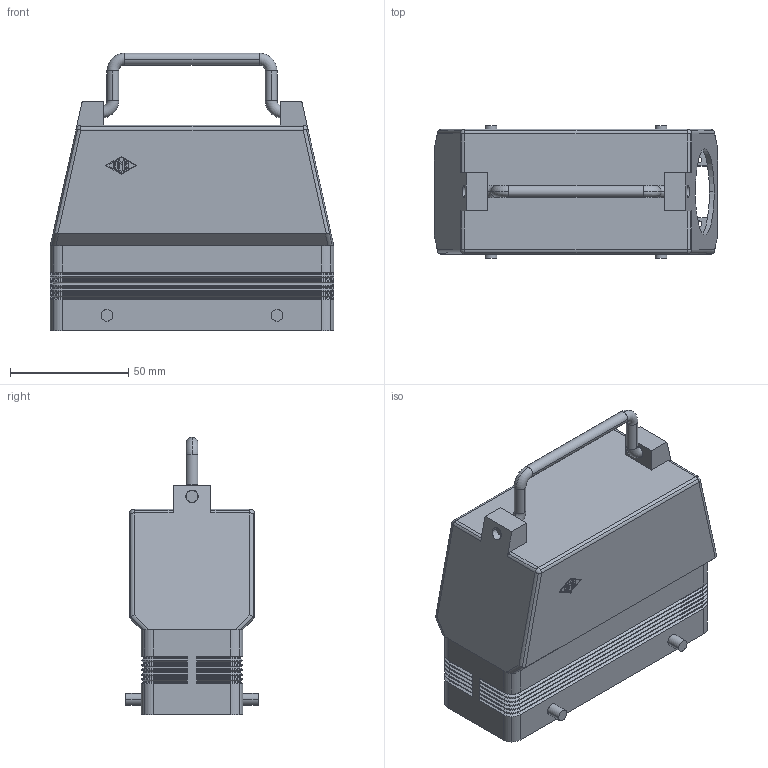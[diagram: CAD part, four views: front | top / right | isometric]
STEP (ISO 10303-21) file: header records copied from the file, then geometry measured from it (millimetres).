
FILE_DESCRIPTION((''),'2;1');
FILE_NAME('MQO 24.40.stp','2007-01-03T08:24:31',('gembarski'),(''),'Autodesk Inventor 7','Autodesk Inventor 7','');
FILE_SCHEMA(('AUTOMOTIVE_DESIGN { 1 0 10303 214 1 1 1 1 }'));
Length unit declared in the file: millimetre
Products named in the file (1): MQO 24.40
Bounding box: 120 x 56 x 117.5 mm (x, y, z)
Volume: 94848.9 mm3; surface area: 69708.2 mm2
Topology: 1 solids, 1 shells, 464 faces, 1149 edges, 692 vertices
Faces by surface type: plane 166, cylinder 138, bspline 124, cone 24, torus 8, sphere 4
Entity records: 14278 total; most frequent: CARTESIAN_POINT 3466, ORIENTED_EDGE 2290, DIRECTION 2181, EDGE_CURVE 1145, VECTOR 775, LINE 775, AXIS2_PLACEMENT_3D 703, VERTEX_POINT 692
